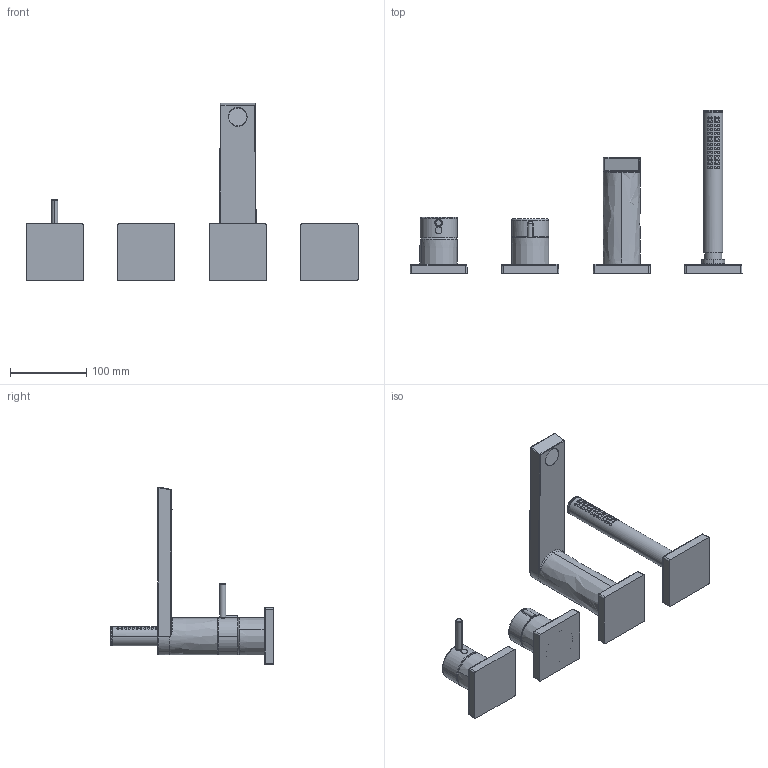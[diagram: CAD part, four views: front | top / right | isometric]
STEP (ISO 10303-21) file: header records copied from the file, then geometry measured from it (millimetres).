
FILE_DESCRIPTION (( 'STEP AP203' ), '1' );
FILE_NAME ('57302421.STEP', '2020-04-22T07:51:45', ( '' ), ( '' ), 'SwSTEP 2.0', 'SolidWorks 2016', '' );
FILE_SCHEMA (( 'CONFIG_CONTROL_DESIGN' ));
Length unit declared in the file: millimetre
Products named in the file (1): 57302421
Bounding box: 435 x 213.8 x 233.08 mm (x, y, z)
Volume: 1063589.4 mm3; surface area: 168148.5 mm2
Topology: 13 solids, 13 shells, 262 faces, 562 edges, 384 vertices
Faces by surface type: bspline 115, cylinder 68, plane 52, torus 14, cone 10, sphere 3
Entity records: 19743 total; most frequent: CARTESIAN_POINT 14788, ORIENTED_EDGE 1112, DIRECTION 693, EDGE_CURVE 556, VERTEX_POINT 384, EDGE_LOOP 326, AXIS2_PLACEMENT_3D 275, FACE_OUTER_BOUND 262
